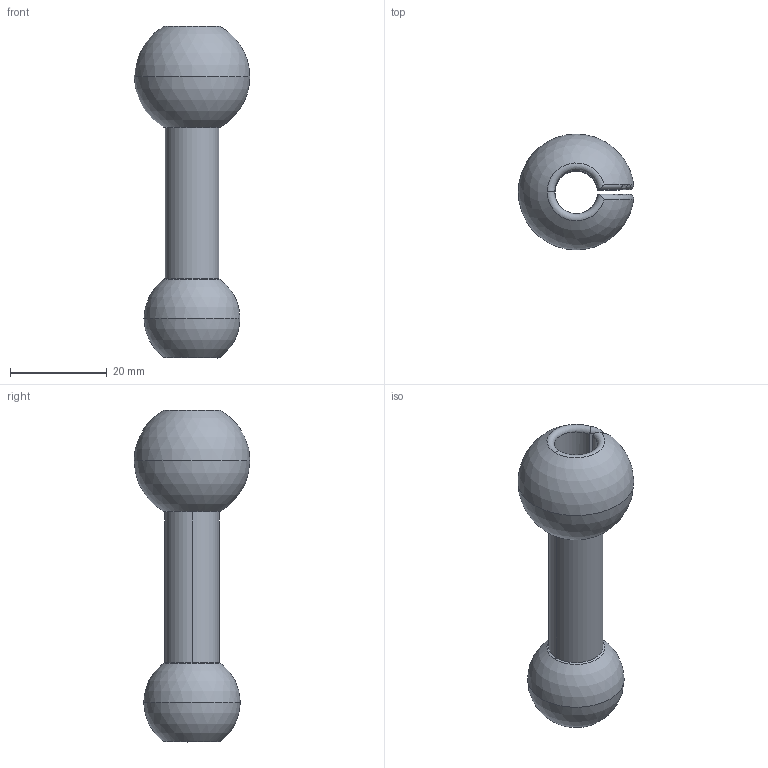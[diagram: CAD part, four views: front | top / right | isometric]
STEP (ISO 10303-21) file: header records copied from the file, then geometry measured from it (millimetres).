
FILE_DESCRIPTION (( 'STEP AP203' ), '1' );
FILE_NAME ('fiducials_assem_shaft.STEP', '2020-07-02T20:17:21', ( '' ), ( '' ), 'SwSTEP 2.0', 'SolidWorks 2016', '' );
FILE_SCHEMA (( 'CONFIG_CONTROL_DESIGN' ));
Length unit declared in the file: millimetre
Products named in the file (4): track_ball_shaft_D20; track_ball_adjust; fiducials_assem_shaft; track_ball_shaft_D24
Assembly tree (3 placements, depth 2):
  fiducials_assem_shaft
    track_ball_shaft_D20
    track_ball_shaft_D24
    track_ball_adjust
Bounding box: 23.89 x 24 x 68.72 mm (x, y, z)
Volume: 9462.2 mm3; surface area: 6062 mm2
Topology: 3 solids, 3 shells, 30 faces, 76 edges, 52 vertices
Faces by surface type: torus 10, cylinder 10, plane 6, sphere 4
Entity records: 1406 total; most frequent: CARTESIAN_POINT 248, DIRECTION 180, ORIENTED_EDGE 152, AXIS2_PLACEMENT_3D 84, EDGE_CURVE 76, VERTEX_POINT 52, CIRCLE 48, PERSON_AND_ORGANIZATION 35
